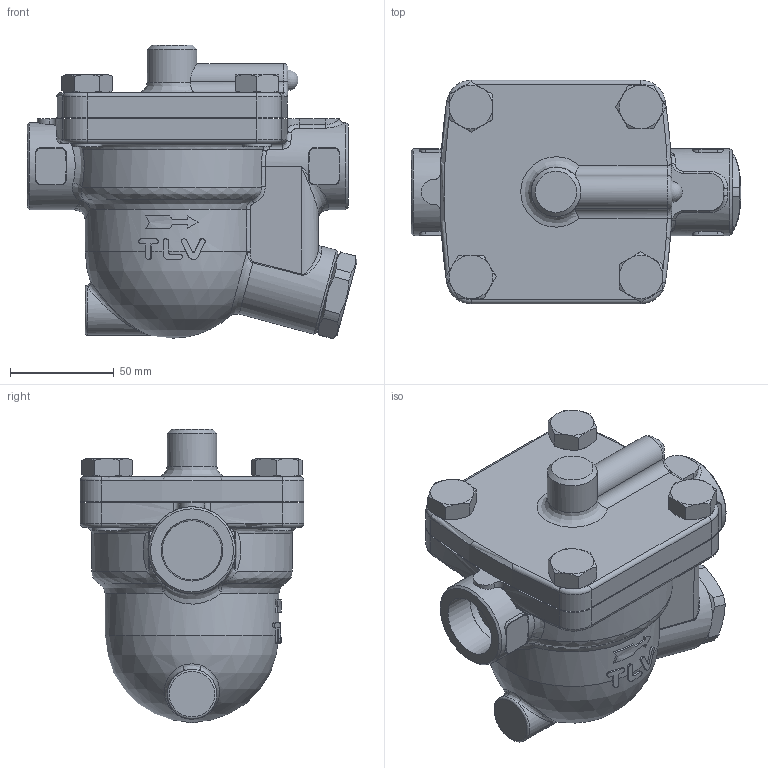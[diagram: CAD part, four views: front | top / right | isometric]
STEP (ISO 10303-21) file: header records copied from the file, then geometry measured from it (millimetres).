
FILE_DESCRIPTION((''),'2;1');
FILE_NAME('j5sx0-025-screw-00.stp','2009-10-30T11:27:44',('nakaot'),(''),'Autodesk Inventor 2008','Autodesk Inventor 2008','');
FILE_SCHEMA(('AUTOMOTIVE_DESIGN { 1 0 10303 214 1 1 1 1 }'));
Length unit declared in the file: millimetre
Products named in the file (1): j5sx0-025-screw-00
Bounding box: 159.31 x 108 x 141.85 mm (x, y, z)
Volume: 964377.4 mm3; surface area: 91795.5 mm2
Topology: 1 solids, 1 shells, 407 faces, 1021 edges, 608 vertices
Faces by surface type: bspline 116, cylinder 106, plane 97, cone 54, torus 32, sphere 2
Full cylindrical faces by diameter (mm): 14 x8, 24 x1, 42 x3, 77 x1
Entity records: 24061 total; most frequent: CARTESIAN_POINT 15531, ORIENTED_EDGE 1890, DIRECTION 1618, EDGE_CURVE 945, AXIS2_PLACEMENT_3D 694, VERTEX_POINT 584, EDGE_LOOP 457, FACE_OUTER_BOUND 405
